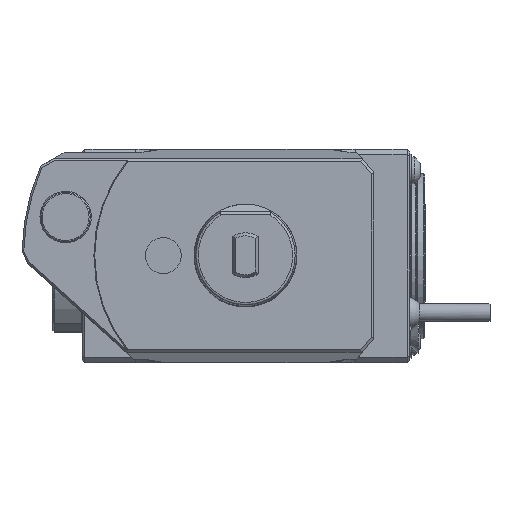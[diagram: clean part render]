
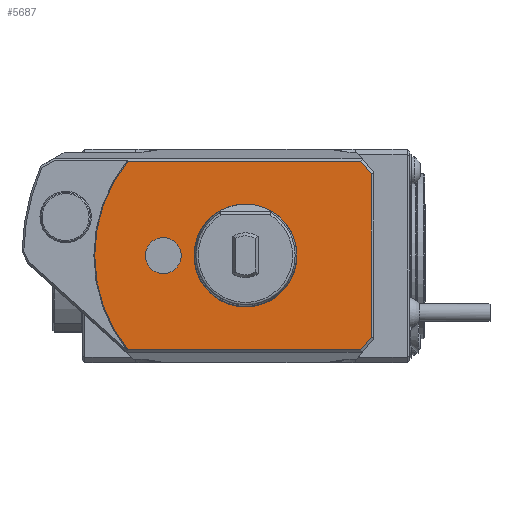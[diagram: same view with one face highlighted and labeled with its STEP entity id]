
A CAD part, top view. The second image highlights one B-rep face of the part: STEP entity #5687.
In plain terms, the highlighted planar face has unit normal (0, 0, 1).
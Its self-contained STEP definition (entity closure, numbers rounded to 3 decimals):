
#330=LINE('',#9407,#743);
#352=LINE('',#9476,#765);
#353=LINE('',#9478,#766);
#354=LINE('',#9479,#767);
#355=LINE('',#9481,#768);
#743=VECTOR('',#7344,1000.);
#765=VECTOR('',#7390,1000.);
#766=VECTOR('',#7391,1000.);
#767=VECTOR('',#7392,1000.);
#768=VECTOR('',#7393,1000.);
#1985=ORIENTED_EDGE('',*,*,#3209,.T.);
#1986=ORIENTED_EDGE('',*,*,#3210,.F.);
#1987=ORIENTED_EDGE('',*,*,#3202,.F.);
#1988=ORIENTED_EDGE('',*,*,#3211,.T.);
#1989=ORIENTED_EDGE('',*,*,#3212,.T.);
#1990=ORIENTED_EDGE('',*,*,#3180,.T.);
#1991=ORIENTED_EDGE('',*,*,#3155,.F.);
#1992=ORIENTED_EDGE('',*,*,#3154,.T.);
#3154=EDGE_CURVE('',#3845,#3845,#4227,.F.);
#3155=EDGE_CURVE('',#3846,#3846,#4228,.F.);
#3180=EDGE_CURVE('',#3870,#3869,#330,.T.);
#3202=EDGE_CURVE('',#3883,#3885,#4243,.T.);
#3209=EDGE_CURVE('',#3869,#3889,#352,.F.);
#3210=EDGE_CURVE('',#3885,#3889,#353,.T.);
#3211=EDGE_CURVE('',#3883,#3890,#354,.T.);
#3212=EDGE_CURVE('',#3890,#3870,#355,.F.);
#3845=VERTEX_POINT('',#9331);
#3846=VERTEX_POINT('',#9334);
#3869=VERTEX_POINT('',#9406);
#3870=VERTEX_POINT('',#9408);
#3883=VERTEX_POINT('',#9458);
#3885=VERTEX_POINT('',#9461);
#3889=VERTEX_POINT('',#9477);
#3890=VERTEX_POINT('',#9480);
#4227=CIRCLE('',#6180,19.734);
#4228=CIRCLE('',#6182,7.);
#4243=CIRCLE('',#6217,58.7);
#4590=EDGE_LOOP('',(#1985,#1986,#1987,#1988,#1989,#1990));
#4591=EDGE_LOOP('',(#1991));
#4592=EDGE_LOOP('',(#1992));
#5059=FACE_BOUND('',#4590,.T.);
#5060=FACE_BOUND('',#4591,.T.);
#5061=FACE_BOUND('',#4592,.T.);
#5381=PLANE('',#6220);
#5687=ADVANCED_FACE('',(#5059,#5060,#5061),#5381,.F.);
#6180=AXIS2_PLACEMENT_3D('',#9330,#7279,#7280);
#6182=AXIS2_PLACEMENT_3D('',#9333,#7283,#7284);
#6217=AXIS2_PLACEMENT_3D('',#9460,#7378,#7379);
#6220=AXIS2_PLACEMENT_3D('',#9475,#7388,#7389);
#7279=DIRECTION('',(0.,0.,1.));
#7280=DIRECTION('',(1.,0.,0.));
#7283=DIRECTION('',(0.,0.,-1.));
#7284=DIRECTION('',(-1.,0.,0.));
#7344=DIRECTION('',(0.,1.,0.));
#7378=DIRECTION('',(0.,0.,-1.));
#7379=DIRECTION('',(-1.,0.,0.));
#7388=DIRECTION('',(0.,0.,-1.));
#7389=DIRECTION('',(-1.,0.,0.));
#7390=DIRECTION('',(0.643,-0.766,0.));
#7391=DIRECTION('',(1.,0.,0.));
#7392=DIRECTION('',(1.,0.,0.));
#7393=DIRECTION('',(-0.643,-0.766,0.));
#9330=CARTESIAN_POINT('',(0.,0.,0.));
#9331=CARTESIAN_POINT('',(19.734,0.,0.));
#9333=CARTESIAN_POINT('',(-32.,0.,0.));
#9334=CARTESIAN_POINT('',(-39.,0.,0.));
#9406=CARTESIAN_POINT('',(49.,31.836,0.));
#9407=CARTESIAN_POINT('',(49.,0.,0.));
#9408=CARTESIAN_POINT('',(49.,-31.836,0.));
#9458=CARTESIAN_POINT('',(-45.813,-36.7,0.));
#9460=CARTESIAN_POINT('',(0.,0.,0.));
#9461=CARTESIAN_POINT('',(-45.813,36.7,0.));
#9475=CARTESIAN_POINT('',(-20.,0.,0.));
#9476=CARTESIAN_POINT('',(61.326,17.147,0.));
#9477=CARTESIAN_POINT('',(44.919,36.7,0.));
#9478=CARTESIAN_POINT('',(-218.134,36.7,0.));
#9479=CARTESIAN_POINT('',(-218.134,-36.7,0.));
#9480=CARTESIAN_POINT('',(44.919,-36.7,0.));
#9481=CARTESIAN_POINT('',(61.326,-17.147,0.));
